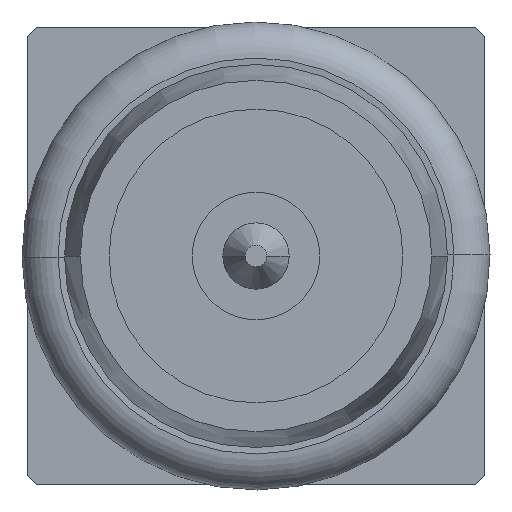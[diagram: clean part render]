
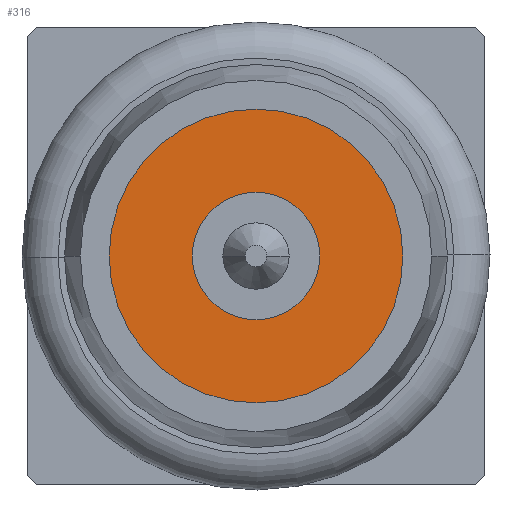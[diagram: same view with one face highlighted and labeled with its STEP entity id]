
A CAD part, left-side view. The second image highlights one B-rep face of the part: STEP entity #316.
In plain terms, the highlighted planar face has unit normal (-1, 0, 0).
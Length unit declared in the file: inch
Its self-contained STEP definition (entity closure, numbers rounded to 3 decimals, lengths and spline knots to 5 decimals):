
#54 = AXIS2_PLACEMENT_3D ( 'NONE', #439, #276, #464 ) ;
#70 = DIRECTION ( 'NONE',  ( 0., 0., 1. ) ) ;
#105 = EDGE_CURVE ( 'NONE', #774, #290, #1987, .T. ) ;
#167 = DIRECTION ( 'NONE',  ( -1., 0., 0. ) ) ;
#176 = VERTEX_POINT ( 'NONE', #1689 ) ;
#182 = EDGE_LOOP ( 'NONE', ( #484, #905 ) ) ;
#183 = FACE_OUTER_BOUND ( 'NONE', #182, .T. ) ;
#239 = DIRECTION ( 'NONE',  ( -1., 0., 0. ) ) ;
#276 = DIRECTION ( 'NONE',  ( -1., 0., 0. ) ) ;
#280 = ORIENTED_EDGE ( 'NONE', *, *, #1314, .F. ) ;
#290 = VERTEX_POINT ( 'NONE', #1906 ) ;
#302 = VERTEX_POINT ( 'NONE', #948 ) ;
#316 = ADVANCED_FACE ( 'NONE', ( #336, #183 ), #657, .T. ) ;
#336 = FACE_BOUND ( 'NONE', #1272, .T. ) ;
#414 = EDGE_CURVE ( 'NONE', #176, #302, #1150, .T. ) ;
#439 = CARTESIAN_POINT ( 'NONE',  ( 0.22323, 0., 0. ) ) ;
#464 = DIRECTION ( 'NONE',  ( 0., 1., 0. ) ) ;
#484 = ORIENTED_EDGE ( 'NONE', *, *, #751, .T. ) ;
#525 = CARTESIAN_POINT ( 'NONE',  ( 0.22323, 0., 0. ) ) ;
#571 = AXIS2_PLACEMENT_3D ( 'NONE', #744, #167, #613 ) ;
#613 = DIRECTION ( 'NONE',  ( 0., 1., 0. ) ) ;
#657 = PLANE ( 'NONE',  #1087 ) ;
#662 = ORIENTED_EDGE ( 'NONE', *, *, #414, .F. ) ;
#694 = DIRECTION ( 'NONE',  ( 0., 1., 0. ) ) ;
#715 = DIRECTION ( 'NONE',  ( -1., 0., 0. ) ) ;
#744 = CARTESIAN_POINT ( 'NONE',  ( 0.22323, 0., 0. ) ) ;
#751 = EDGE_CURVE ( 'NONE', #290, #774, #1663, .T. ) ;
#774 = VERTEX_POINT ( 'NONE', #1546 ) ;
#905 = ORIENTED_EDGE ( 'NONE', *, *, #105, .T. ) ;
#948 = CARTESIAN_POINT ( 'NONE',  ( 0.22323, -0.03484, 0. ) ) ;
#1087 = AXIS2_PLACEMENT_3D ( 'NONE', #1309, #715, #70 ) ;
#1131 = DIRECTION ( 'NONE',  ( -1., 0., 0. ) ) ;
#1150 = CIRCLE ( 'NONE', #1628, 0.03484 ) ;
#1272 = EDGE_LOOP ( 'NONE', ( #662, #280 ) ) ;
#1309 = CARTESIAN_POINT ( 'NONE',  ( 0.22323, 0., 0. ) ) ;
#1313 = CIRCLE ( 'NONE', #1903, 0.03484 ) ;
#1314 = EDGE_CURVE ( 'NONE', #302, #176, #1313, .T. ) ;
#1546 = CARTESIAN_POINT ( 'NONE',  ( 0.22323, -0.08031, 0. ) ) ;
#1623 = CARTESIAN_POINT ( 'NONE',  ( 0.22323, 0., 0. ) ) ;
#1628 = AXIS2_PLACEMENT_3D ( 'NONE', #1623, #239, #1803 ) ;
#1663 = CIRCLE ( 'NONE', #54, 0.08031 ) ;
#1689 = CARTESIAN_POINT ( 'NONE',  ( 0.22323, 0.03484, 0. ) ) ;
#1803 = DIRECTION ( 'NONE',  ( 0., 1., 0. ) ) ;
#1903 = AXIS2_PLACEMENT_3D ( 'NONE', #525, #1131, #694 ) ;
#1906 = CARTESIAN_POINT ( 'NONE',  ( 0.22323, 0.08031, 0. ) ) ;
#1987 = CIRCLE ( 'NONE', #571, 0.08031 ) ;
